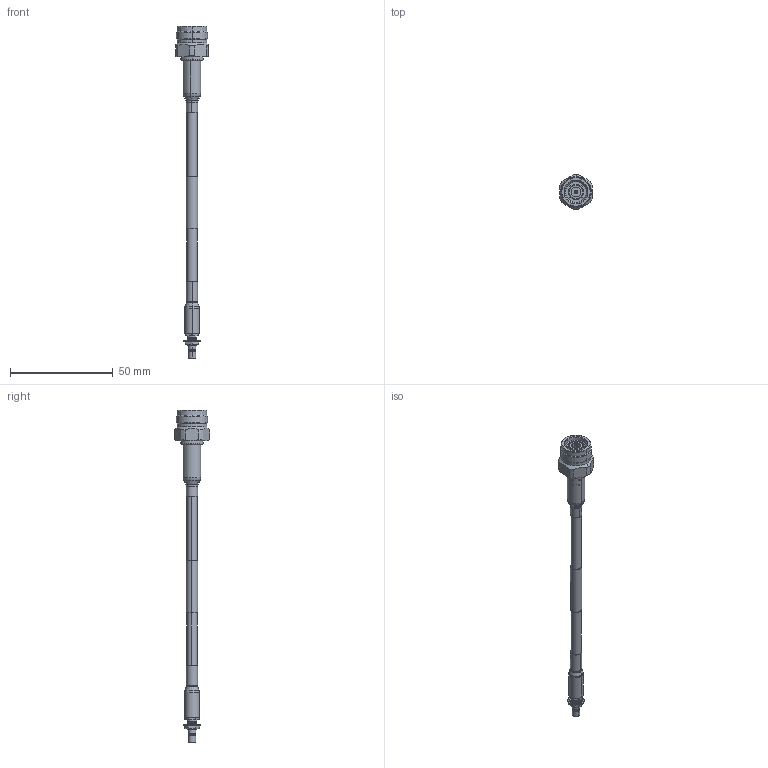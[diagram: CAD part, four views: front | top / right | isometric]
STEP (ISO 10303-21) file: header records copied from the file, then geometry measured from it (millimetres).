
FILE_DESCRIPTION (( 'STEP AP214' ), '1' );
FILE_NAME ('FMCA100280_3D.step', '2024-10-30T18:00:27', ( '' ), ( '' ), 'SwSTEP 2.0', 'SolidWorks 2022', '' );
FILE_SCHEMA (( 'AUTOMOTIVE_DESIGN' ));
Length unit declared in the file: inch
Products named in the file (15): Contact^FMCN5304_FMCA100280; TC-195-TM-X_body; Ferrule^FMCN5304_FMCA100280; FMCN5304^FMCA100280; FMCA100280_3D; TC-195-TM-X; TC-195-TM-X_c-contact; Nut^FMCN5304_FMCA100280_with contours; TC-195-TM-X_insulator; LMR-195-UF^FMCA100280_LMR-195; Heat Shrink^FMCA100280; Heat Shrink^FMCA100280_Config 1; TC-195-TM-X_ferrule; Body^FMCN5304_FMCA100280; Washer^FMCN5304_FMCA100280
Assembly tree (14 placements, depth 3):
  FMCA100280_3D
    LMR-195-UF^FMCA100280_LMR-195
    TC-195-TM-X
      TC-195-TM-X_body
      TC-195-TM-X_c-contact
      TC-195-TM-X_insulator
      TC-195-TM-X_ferrule
    FMCN5304^FMCA100280
      Body^FMCN5304_FMCA100280
      Contact^FMCN5304_FMCA100280
      Ferrule^FMCN5304_FMCA100280
      Washer^FMCN5304_FMCA100280
      Nut^FMCN5304_FMCA100280_with contours
    Heat Shrink^FMCA100280_Config 1
    Heat Shrink^FMCA100280
Bounding box: 15.88 x 17.21 x 161.39 mm (x, y, z)
Volume: 6168.5 mm3; surface area: 8271.6 mm2
Topology: 12 solids, 12 shells, 381 faces, 852 edges, 525 vertices
Faces by surface type: cylinder 135, plane 132, cone 93, torus 18, bspline 3
Entity records: 12790 total; most frequent: CARTESIAN_POINT 3502, DIRECTION 1844, ORIENTED_EDGE 1700, EDGE_CURVE 850, AXIS2_PLACEMENT_3D 740, VERTEX_POINT 525, EDGE_LOOP 429, ADVANCED_FACE 381
